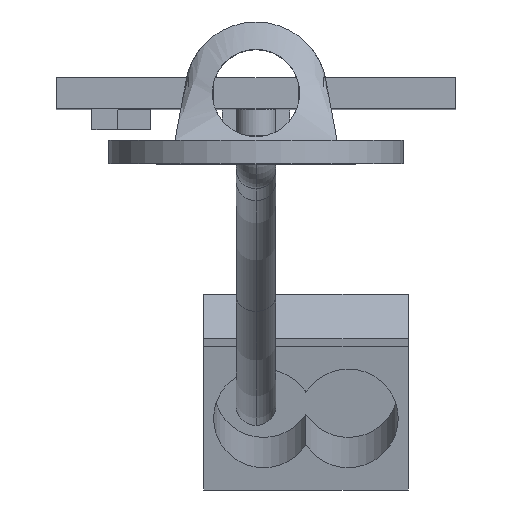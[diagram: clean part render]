
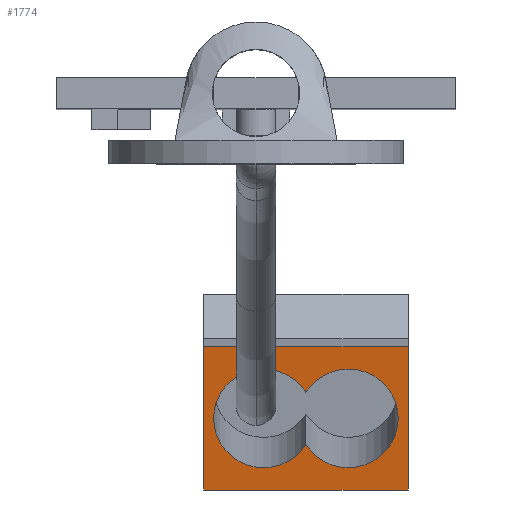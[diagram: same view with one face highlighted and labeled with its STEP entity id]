
A CAD part, top view. The second image highlights one B-rep face of the part: STEP entity #1774.
In plain terms, the highlighted face is planar.
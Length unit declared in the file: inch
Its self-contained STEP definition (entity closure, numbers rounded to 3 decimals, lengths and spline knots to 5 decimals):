
#68 = ORIENTED_EDGE ( 'NONE', *, *, #499, .F. ) ;
#69 = ORIENTED_EDGE ( 'NONE', *, *, #498, .F. ) ;
#70 = ORIENTED_EDGE ( 'NONE', *, *, #477, .F. ) ;
#71 = ORIENTED_EDGE ( 'NONE', *, *, #501, .F. ) ;
#72 = ORIENTED_EDGE ( 'NONE', *, *, #500, .T. ) ;
#73 = ORIENTED_EDGE ( 'NONE', *, *, #482, .F. ) ;
#75 = ORIENTED_EDGE ( 'NONE', *, *, #495, .T. ) ;
#331 = EDGE_LOOP ( 'NONE', ( #69, #70, #68 ) ) ;
#332 = EDGE_LOOP ( 'NONE', ( #72, #73, #71, #75 ) ) ;
#477 = EDGE_CURVE ( 'NONE', #2562, #2563, #1884, .T. ) ;
#482 = EDGE_CURVE ( 'NONE', #2567, #2564, #2724, .T. ) ;
#495 = EDGE_CURVE ( 'NONE', #2577, #2576, #2737, .T. ) ;
#498 = EDGE_CURVE ( 'NONE', #2563, #2578, #1903, .T. ) ;
#499 = EDGE_CURVE ( 'NONE', #2578, #2562, #1859, .T. ) ;
#500 = EDGE_CURVE ( 'NONE', #2576, #2564, #2740, .T. ) ;
#501 = EDGE_CURVE ( 'NONE', #2577, #2567, #2741, .T. ) ;
#741 = CARTESIAN_POINT ( 'NONE',  ( 0.085, 0.14518, 0. ) ) ;
#742 = DIRECTION ( 'NONE',  ( 0., 0., 1. ) ) ;
#743 = DIRECTION ( 'NONE',  ( -1., 0., 0. ) ) ;
#752 = CARTESIAN_POINT ( 'NONE',  ( 0.205, 0., 0. ) ) ;
#753 = DIRECTION ( 'NONE',  ( -1., 0., 0. ) ) ;
#778 = CARTESIAN_POINT ( 'NONE',  ( 0.205, 0.29036, 0. ) ) ;
#779 = DIRECTION ( 'NONE',  ( -1., 0., 0. ) ) ;
#784 = CARTESIAN_POINT ( 'NONE',  ( -0.085, 0.14518, 0. ) ) ;
#785 = DIRECTION ( 'NONE',  ( 0., 0., 1. ) ) ;
#786 = DIRECTION ( 'NONE',  ( 1., 0., 0. ) ) ;
#787 = CARTESIAN_POINT ( 'NONE',  ( 0.085, 0.14518, 0. ) ) ;
#788 = DIRECTION ( 'NONE',  ( 0., 0., 1. ) ) ;
#789 = DIRECTION ( 'NONE',  ( -1., 0., 0. ) ) ;
#790 = CARTESIAN_POINT ( 'NONE',  ( -0.205, 0., 0. ) ) ;
#791 = DIRECTION ( 'NONE',  ( 0., -1., 0. ) ) ;
#792 = CARTESIAN_POINT ( 'NONE',  ( 0.205, 0., 0. ) ) ;
#793 = DIRECTION ( 'NONE',  ( 0., -1., 0. ) ) ;
#1144 = PLANE ( 'NONE',  #2900 ) ;
#1145 = CARTESIAN_POINT ( 'NONE',  ( 0.205, 0., 0. ) ) ;
#1146 = DIRECTION ( 'NONE',  ( 0., 0., -1. ) ) ;
#1147 = DIRECTION ( 'NONE',  ( -1., 0., 0. ) ) ;
#1774 = ADVANCED_FACE ( 'NONE', ( #3002, #3003 ), #1144, .F. ) ;
#1859 = CIRCLE ( 'NONE', #1910, 0.1 ) ;
#1884 = CIRCLE ( 'NONE', #1885, 0.1 ) ;
#1885 = AXIS2_PLACEMENT_3D ( 'NONE', #741, #742, #743 ) ;
#1890 = VECTOR ( 'NONE', #753, 39.37008 ) ;
#1903 = CIRCLE ( 'NONE', #1908, 0.1 ) ;
#1904 = VECTOR ( 'NONE', #779, 39.37008 ) ;
#1908 = AXIS2_PLACEMENT_3D ( 'NONE', #784, #785, #786 ) ;
#1910 = AXIS2_PLACEMENT_3D ( 'NONE', #787, #788, #789 ) ;
#1912 = VECTOR ( 'NONE', #791, 39.37008 ) ;
#1914 = VECTOR ( 'NONE', #793, 39.37008 ) ;
#2562 = VERTEX_POINT ( 'NONE', #4113 ) ;
#2563 = VERTEX_POINT ( 'NONE', #4114 ) ;
#2564 = VERTEX_POINT ( 'NONE', #4115 ) ;
#2567 = VERTEX_POINT ( 'NONE', #4118 ) ;
#2576 = VERTEX_POINT ( 'NONE', #4127 ) ;
#2577 = VERTEX_POINT ( 'NONE', #4128 ) ;
#2578 = VERTEX_POINT ( 'NONE', #4129 ) ;
#2724 = LINE ( 'NONE', #752, #1890 ) ;
#2737 = LINE ( 'NONE', #778, #1904 ) ;
#2740 = LINE ( 'NONE', #790, #1912 ) ;
#2741 = LINE ( 'NONE', #792, #1914 ) ;
#2900 = AXIS2_PLACEMENT_3D ( 'NONE', #1145, #1146, #1147 ) ;
#3002 = FACE_BOUND ( 'NONE', #331, .T. ) ;
#3003 = FACE_OUTER_BOUND ( 'NONE', #332, .T. ) ;
#4113 = CARTESIAN_POINT ( 'NONE',  ( 0.185, 0.14518, 0. ) ) ;
#4114 = CARTESIAN_POINT ( 'NONE',  ( 0., 0.19786, 0. ) ) ;
#4115 = CARTESIAN_POINT ( 'NONE',  ( -0.205, 0., 0. ) ) ;
#4118 = CARTESIAN_POINT ( 'NONE',  ( 0.205, 0., 0. ) ) ;
#4127 = CARTESIAN_POINT ( 'NONE',  ( -0.205, 0.29036, 0. ) ) ;
#4128 = CARTESIAN_POINT ( 'NONE',  ( 0.205, 0.29036, 0. ) ) ;
#4129 = CARTESIAN_POINT ( 'NONE',  ( 0., 0.0925, 0. ) ) ;
